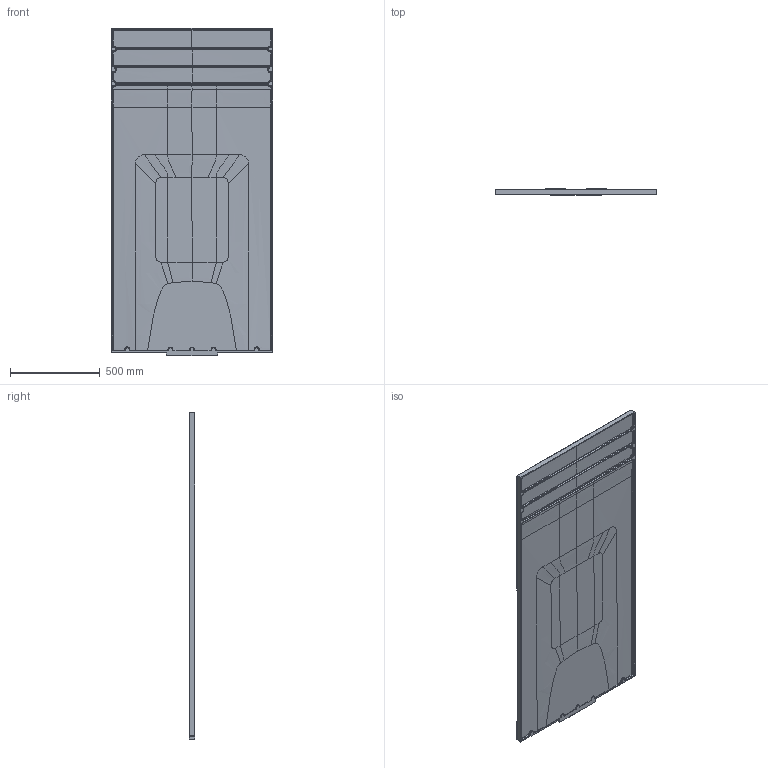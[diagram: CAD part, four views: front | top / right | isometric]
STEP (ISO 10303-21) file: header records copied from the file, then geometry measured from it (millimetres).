
FILE_DESCRIPTION((''),'2;1');
FILE_NAME('V3P2110-002','2022-04-01T14:57:40',('hegemanc'),('Villeroy & Boch Wellness bv'),'CREO PARAMETRIC BY PTC INC, 2020454','CREO PARAMETRIC BY PTC INC, 2020454','');
FILE_SCHEMA(('CONFIG_CONTROL_DESIGN'));
Length unit declared in the file: millimetre
Products named in the file (1): V3P2110-002
Bounding box: 900 x 30.35 x 1820 mm (x, y, z)
Volume: 27017182.9 mm3; surface area: 3488972.2 mm2
Topology: 1 solids, 1 shells, 370 faces, 837 edges, 473 vertices
Faces by surface type: bspline 222, cylinder 53, plane 35, sphere 30, torus 18, cone 12
Entity records: 24634 total; most frequent: CARTESIAN_POINT 17933, ORIENTED_EDGE 1674, DIRECTION 971, EDGE_CURVE 837, VERTEX_POINT 473, B_SPLINE_CURVE_WITH_KNOTS 440, AXIS2_PLACEMENT_3D 426, EDGE_LOOP 374
